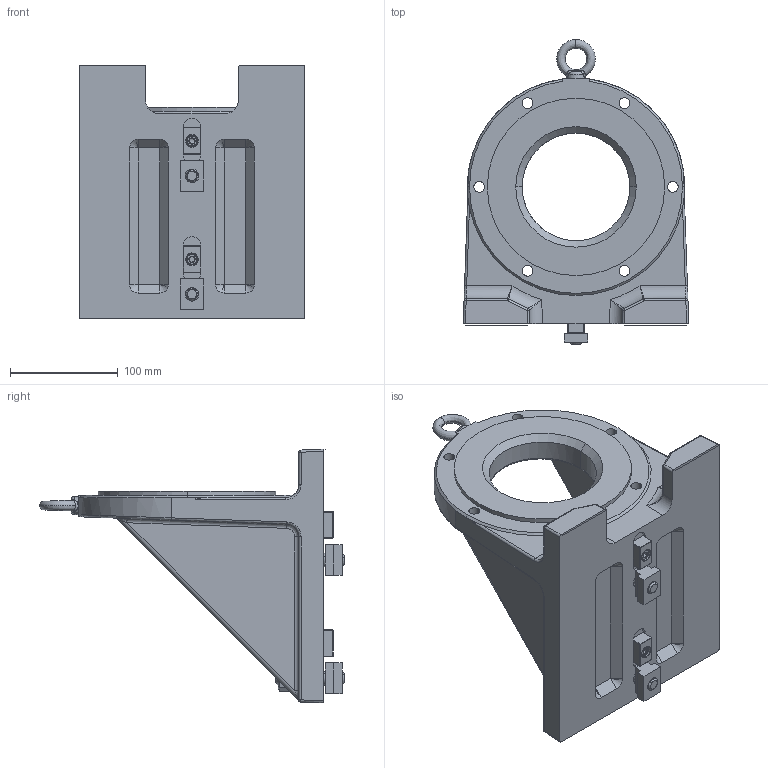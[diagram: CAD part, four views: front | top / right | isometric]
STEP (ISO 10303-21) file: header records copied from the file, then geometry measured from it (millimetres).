
FILE_DESCRIPTION (( 'STEP AP214' ), '1' );
FILE_NAME ('05-0224.STEP', '2023-03-02T20:08:05', ( '' ), ( '' ), 'SwSTEP 2.0', 'SolidWorks 2021', '' );
FILE_SCHEMA (( 'AUTOMOTIVE_DESIGN' ));
Length unit declared in the file: inch
Products named in the file (1): 05-0224
Bounding box: 209.72 x 283.13 x 235.93 mm (x, y, z)
Surface area: 257971.2 mm2 (no closed solid volume)
Topology: 0 solids, 18 shells, 345 faces, 904 edges, 559 vertices
Faces by surface type: plane 118, cylinder 105, bspline 56, cone 54, sphere 8, torus 4
Entity records: 18648 total; most frequent: CARTESIAN_POINT 6255, ORIENTED_EDGE 1600, DIRECTION 1586, EDGE_CURVE 892, AXIS2_PLACEMENT_3D 590, VERTEX_POINT 559, LINE 406, VECTOR 406
